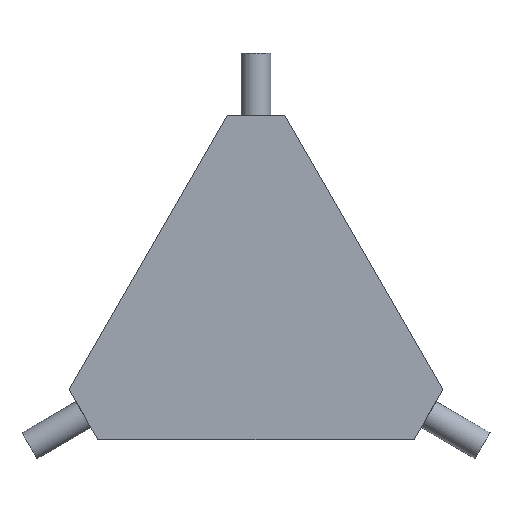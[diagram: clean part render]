
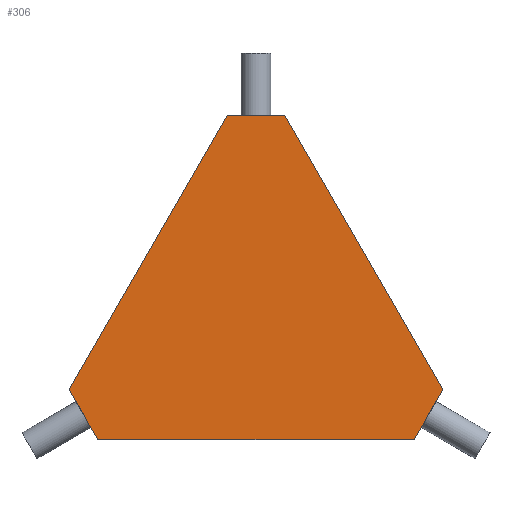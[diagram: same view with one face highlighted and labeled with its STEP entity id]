
A CAD part, top view. The second image highlights one B-rep face of the part: STEP entity #306.
In plain terms, the highlighted planar face has unit normal (0, 0, 1).
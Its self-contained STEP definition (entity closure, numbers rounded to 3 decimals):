
#9 = LINE ( 'NONE', #426, #113 ) ;
#27 = LINE ( 'NONE', #146, #527 ) ;
#34 = CARTESIAN_POINT ( 'NONE',  ( 75.056, -30., 50. ) ) ;
#38 = VERTEX_POINT ( 'NONE', #366 ) ;
#49 = ORIENTED_EDGE ( 'NONE', *, *, #477, .T. ) ;
#57 = LINE ( 'NONE', #377, #254 ) ;
#59 = FACE_OUTER_BOUND ( 'NONE', #411, .T. ) ;
#61 = DIRECTION ( 'NONE',  ( -1., 0., 0. ) ) ;
#70 = CARTESIAN_POINT ( 'NONE',  ( 63.509, -50., 50. ) ) ;
#73 = VERTEX_POINT ( 'NONE', #157 ) ;
#75 = VERTEX_POINT ( 'NONE', #114 ) ;
#77 = LINE ( 'NONE', #70, #471 ) ;
#80 = ORIENTED_EDGE ( 'NONE', *, *, #361, .T. ) ;
#81 = VERTEX_POINT ( 'NONE', #34 ) ;
#93 = DIRECTION ( 'NONE',  ( 1., 0., 0. ) ) ;
#107 = DIRECTION ( 'NONE',  ( -0.5, -0.866, 0. ) ) ;
#113 = VECTOR ( 'NONE', #93, 1000. ) ;
#114 = CARTESIAN_POINT ( 'NONE',  ( 63.509, -50., 50. ) ) ;
#121 = VECTOR ( 'NONE', #168, 1000. ) ;
#146 = CARTESIAN_POINT ( 'NONE',  ( -11.547, 80., 50. ) ) ;
#157 = CARTESIAN_POINT ( 'NONE',  ( -63.509, -50., 50. ) ) ;
#161 = EDGE_CURVE ( 'NONE', #75, #81, #77, .T. ) ;
#168 = DIRECTION ( 'NONE',  ( 0.5, -0.866, 0. ) ) ;
#184 = PLANE ( 'NONE',  #481 ) ;
#210 = VERTEX_POINT ( 'NONE', #257 ) ;
#231 = EDGE_CURVE ( 'NONE', #81, #38, #57, .T. ) ;
#237 = ORIENTED_EDGE ( 'NONE', *, *, #231, .T. ) ;
#254 = VECTOR ( 'NONE', #384, 1000. ) ;
#257 = CARTESIAN_POINT ( 'NONE',  ( -11.547, 80., 50. ) ) ;
#260 = ORIENTED_EDGE ( 'NONE', *, *, #514, .T. ) ;
#290 = DIRECTION ( 'NONE',  ( 0.5, 0.866, 0. ) ) ;
#305 = LINE ( 'NONE', #389, #121 ) ;
#306 = ADVANCED_FACE ( 'NONE', ( #59 ), #184, .T. ) ;
#341 = ORIENTED_EDGE ( 'NONE', *, *, #161, .T. ) ;
#354 = LINE ( 'NONE', #431, #443 ) ;
#357 = DIRECTION ( 'NONE',  ( 1., 0., 0. ) ) ;
#361 = EDGE_CURVE ( 'NONE', #38, #210, #354, .T. ) ;
#365 = VERTEX_POINT ( 'NONE', #525 ) ;
#366 = CARTESIAN_POINT ( 'NONE',  ( 11.547, 80., 50. ) ) ;
#377 = CARTESIAN_POINT ( 'NONE',  ( 75.056, -30., 50. ) ) ;
#384 = DIRECTION ( 'NONE',  ( -0.5, 0.866, 0. ) ) ;
#389 = CARTESIAN_POINT ( 'NONE',  ( -75.056, -30., 50. ) ) ;
#403 = ORIENTED_EDGE ( 'NONE', *, *, #424, .T. ) ;
#411 = EDGE_LOOP ( 'NONE', ( #260, #49, #341, #237, #80, #403 ) ) ;
#424 = EDGE_CURVE ( 'NONE', #210, #365, #27, .T. ) ;
#426 = CARTESIAN_POINT ( 'NONE',  ( -63.509, -50., 50. ) ) ;
#431 = CARTESIAN_POINT ( 'NONE',  ( -11.547, 80., 50. ) ) ;
#432 = CARTESIAN_POINT ( 'NONE',  ( 0., 0., 50. ) ) ;
#443 = VECTOR ( 'NONE', #61, 1000. ) ;
#471 = VECTOR ( 'NONE', #290, 1000. ) ;
#477 = EDGE_CURVE ( 'NONE', #73, #75, #9, .T. ) ;
#481 = AXIS2_PLACEMENT_3D ( 'NONE', #432, #523, #357 ) ;
#514 = EDGE_CURVE ( 'NONE', #365, #73, #305, .T. ) ;
#523 = DIRECTION ( 'NONE',  ( 0., 0., 1. ) ) ;
#525 = CARTESIAN_POINT ( 'NONE',  ( -75.056, -30., 50. ) ) ;
#527 = VECTOR ( 'NONE', #107, 1000. ) ;
